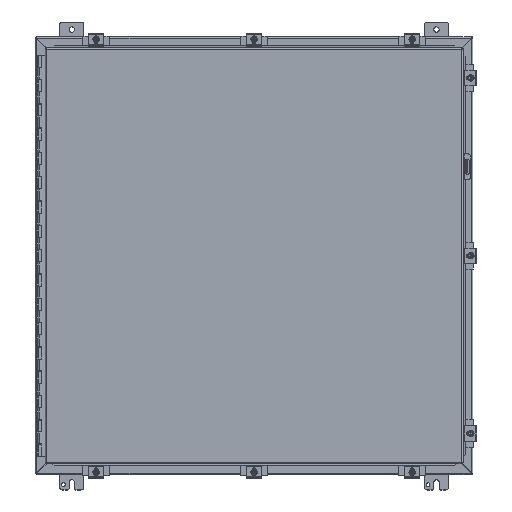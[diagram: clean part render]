
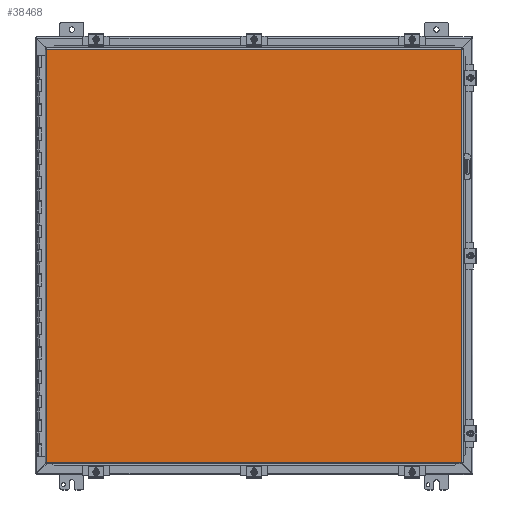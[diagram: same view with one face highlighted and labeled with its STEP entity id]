
A CAD part, top view. The second image highlights one B-rep face of the part: STEP entity #38468.
In plain terms, the highlighted face is planar.
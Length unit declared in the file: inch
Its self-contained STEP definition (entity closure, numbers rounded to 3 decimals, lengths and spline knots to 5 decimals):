
#3084 = DIRECTION ( 'NONE',  ( 1., 0., 0. ) ) ;
#3120 = DIRECTION ( 'NONE',  ( 0., 0., 1. ) ) ;
#3127 = CARTESIAN_POINT ( 'NONE',  ( 0., 0., 0. ) ) ;
#3520 = PLANE ( 'NONE',  #38553 ) ;
#5399 = FACE_OUTER_BOUND ( 'NONE', #14725, .T. ) ;
#7345 = CARTESIAN_POINT ( 'NONE',  ( 17.08225, 16.9885, 0. ) ) ;
#7849 = VECTOR ( 'NONE', #29518, 39.37008 ) ;
#8846 = ORIENTED_EDGE ( 'NONE', *, *, #23434, .T. ) ;
#9529 = LINE ( 'NONE', #36200, #17787 ) ;
#9649 = DIRECTION ( 'NONE',  ( 0., 1., 0. ) ) ;
#9786 = CARTESIAN_POINT ( 'NONE',  ( -17.08225, -16.9885, 0. ) ) ;
#10031 = LINE ( 'NONE', #29702, #7849 ) ;
#11153 = ORIENTED_EDGE ( 'NONE', *, *, #20585, .T. ) ;
#11915 = CARTESIAN_POINT ( 'NONE',  ( -17.08225, -16.9885, 0. ) ) ;
#13036 = VERTEX_POINT ( 'NONE', #37348 ) ;
#14160 = VECTOR ( 'NONE', #30753, 39.37008 ) ;
#14725 = EDGE_LOOP ( 'NONE', ( #8846, #30138, #26211, #11153 ) ) ;
#17722 = EDGE_CURVE ( 'NONE', #35012, #25397, #9529, .T. ) ;
#17787 = VECTOR ( 'NONE', #36257, 39.37008 ) ;
#20585 = EDGE_CURVE ( 'NONE', #13036, #31568, #41308, .T. ) ;
#22688 = EDGE_CURVE ( 'NONE', #25397, #13036, #10031, .T. ) ;
#23434 = EDGE_CURVE ( 'NONE', #31568, #35012, #29385, .T. ) ;
#25397 = VERTEX_POINT ( 'NONE', #7345 ) ;
#26211 = ORIENTED_EDGE ( 'NONE', *, *, #22688, .T. ) ;
#29385 = LINE ( 'NONE', #9786, #40614 ) ;
#29518 = DIRECTION ( 'NONE',  ( 0., -1., 0. ) ) ;
#29702 = CARTESIAN_POINT ( 'NONE',  ( 17.08225, 16.9885, 0. ) ) ;
#30138 = ORIENTED_EDGE ( 'NONE', *, *, #17722, .T. ) ;
#30753 = DIRECTION ( 'NONE',  ( -1., 0., 0. ) ) ;
#30763 = CARTESIAN_POINT ( 'NONE',  ( 17.08225, -16.9885, 0. ) ) ;
#31568 = VERTEX_POINT ( 'NONE', #11915 ) ;
#32693 = CARTESIAN_POINT ( 'NONE',  ( -17.08225, 16.9885, 0. ) ) ;
#35012 = VERTEX_POINT ( 'NONE', #32693 ) ;
#36200 = CARTESIAN_POINT ( 'NONE',  ( -17.08225, 16.9885, 0. ) ) ;
#36257 = DIRECTION ( 'NONE',  ( 1., 0., 0. ) ) ;
#37348 = CARTESIAN_POINT ( 'NONE',  ( 17.08225, -16.9885, 0. ) ) ;
#38468 = ADVANCED_FACE ( 'NONE', ( #5399 ), #3520, .F. ) ;
#38553 = AXIS2_PLACEMENT_3D ( 'NONE', #3127, #3120, #3084 ) ;
#40614 = VECTOR ( 'NONE', #9649, 39.37008 ) ;
#41308 = LINE ( 'NONE', #30763, #14160 ) ;
